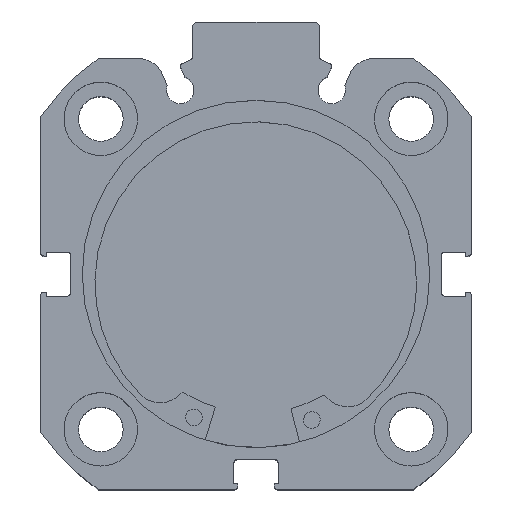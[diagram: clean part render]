
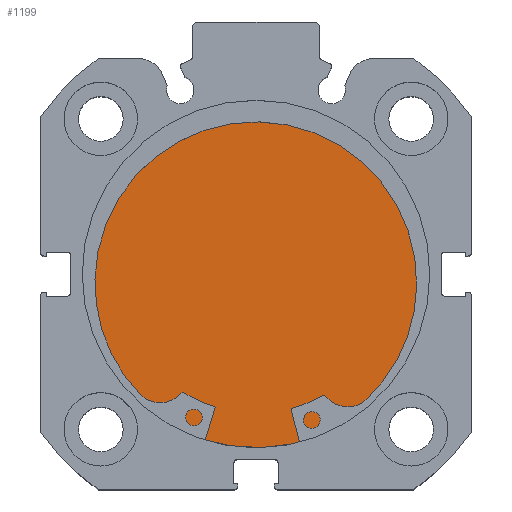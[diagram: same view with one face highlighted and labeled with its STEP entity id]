
A CAD part, top view. The second image highlights one B-rep face of the part: STEP entity #1199.
In plain terms, the highlighted face is planar.
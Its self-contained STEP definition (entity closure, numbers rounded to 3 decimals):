
#436 = VERTEX_POINT ( 'NONE', #446 ) ;
#438 = VERTEX_POINT ( 'NONE', #445 ) ;
#445 = CARTESIAN_POINT ( 'NONE',  ( 9., 0., 26. ) ) ;
#446 = CARTESIAN_POINT ( 'NONE',  ( 9., 0., -26. ) ) ;
#950 = EDGE_CURVE ( 'NONE', #438, #436, #3509, .T. ) ;
#959 = EDGE_CURVE ( 'NONE', #436, #438, #3517, .T. ) ;
#1199 = ADVANCED_FACE ( 'NONE', ( #2797 ), #2303, .F. ) ;
#1609 = CARTESIAN_POINT ( 'NONE',  ( 9., 0., 0. ) ) ;
#1610 = DIRECTION ( 'NONE',  ( -1., 0., 0. ) ) ;
#1611 = DIRECTION ( 'NONE',  ( 0., 0., 1. ) ) ;
#1627 = CARTESIAN_POINT ( 'NONE',  ( 9., 0., 0. ) ) ;
#1635 = DIRECTION ( 'NONE',  ( -1., 0., 0. ) ) ;
#1636 = DIRECTION ( 'NONE',  ( 0., 0., 1. ) ) ;
#2302 = CARTESIAN_POINT ( 'NONE',  ( 9., 26., 0. ) ) ;
#2303 = PLANE ( 'NONE',  #6641 ) ;
#2305 = DIRECTION ( 'NONE',  ( -1., 0., 0. ) ) ;
#2306 = DIRECTION ( 'NONE',  ( 0., 0., 1. ) ) ;
#2797 = FACE_OUTER_BOUND ( 'NONE', #4790, .T. ) ;
#3509 = CIRCLE ( 'NONE', #6460, 26. ) ;
#3517 = CIRCLE ( 'NONE', #6463, 26. ) ;
#4790 = EDGE_LOOP ( 'NONE', ( #5115, #5114 ) ) ;
#5114 = ORIENTED_EDGE ( 'NONE', *, *, #959, .F. ) ;
#5115 = ORIENTED_EDGE ( 'NONE', *, *, #950, .F. ) ;
#6460 = AXIS2_PLACEMENT_3D ( 'NONE', #1609, #1610, #1611 ) ;
#6463 = AXIS2_PLACEMENT_3D ( 'NONE', #1627, #1635, #1636 ) ;
#6641 = AXIS2_PLACEMENT_3D ( 'NONE', #2302, #2305, #2306 ) ;
